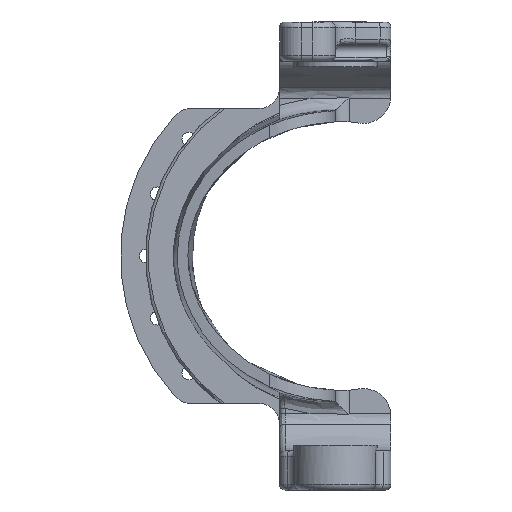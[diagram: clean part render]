
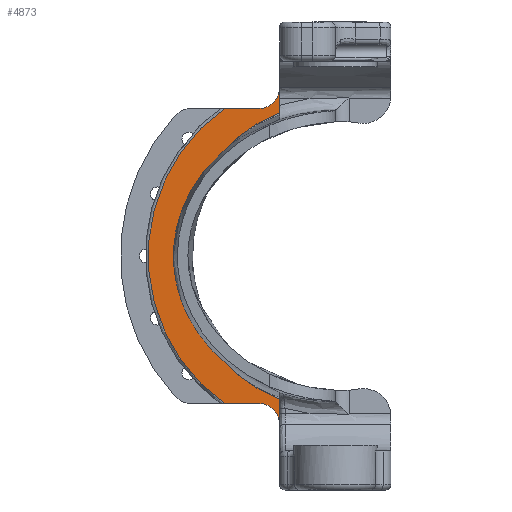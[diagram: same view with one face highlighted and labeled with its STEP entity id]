
A CAD part, front view. The second image highlights one B-rep face of the part: STEP entity #4873.
In plain terms, the highlighted planar face has unit normal (0, -1, 0).
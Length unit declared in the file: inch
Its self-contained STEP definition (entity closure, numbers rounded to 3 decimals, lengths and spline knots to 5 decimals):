
#170=PLANE('',#5343);
#383=B_SPLINE_CURVE_WITH_KNOTS('',3,(#10814,#10815,#10816,#10817,#10818,
#10819,#10820,#10821,#10822,#10823,#10824,#10825),.UNSPECIFIED.,.F.,.F.,
(4,2,2,2,2,4),(-6.98035,-6.44683,-5.23639,-4.08235,
-2.86931,-1.61288),.UNSPECIFIED.);
#407=B_SPLINE_CURVE_WITH_KNOTS('',3,(#11287,#11288,#11289,#11290,#11291,
#11292),.UNSPECIFIED.,.F.,.F.,(4,2,4),(-8.89124,-8.08918,
-7.25149),.UNSPECIFIED.);
#420=B_SPLINE_CURVE_WITH_KNOTS('',3,(#11701,#11702,#11703,#11704,#11705,
#11706),.UNSPECIFIED.,.F.,.F.,(4,2,4),(-2.09402,-1.37281,
-0.4536),.UNSPECIFIED.);
#494=LINE('',#9254,#765);
#529=LINE('',#9928,#800);
#609=LINE('',#11516,#880);
#620=LINE('',#11660,#891);
#765=VECTOR('',#5812,0.22601);
#800=VECTOR('',#5971,0.22601);
#880=VECTOR('',#6353,0.30331);
#891=VECTOR('',#6410,0.30331);
#1275=FACE_OUTER_BOUND('',#1590,.T.);
#1590=EDGE_LOOP('',(#4329,#4330,#4331,#4332,#4333,#4334,#4335,#4336,#4337,
#4338));
#1885=CIRCLE('',#5310,0.1875);
#1900=CIRCLE('',#5336,0.1875);
#1901=CIRCLE('',#5338,1.61452);
#2114=VERTEX_POINT('',#9251);
#2115=VERTEX_POINT('',#9253);
#2168=VERTEX_POINT('',#9926);
#2169=VERTEX_POINT('',#9927);
#2213=VERTEX_POINT('',#10782);
#2216=VERTEX_POINT('',#10806);
#2325=VERTEX_POINT('',#11511);
#2326=VERTEX_POINT('',#11515);
#2347=VERTEX_POINT('',#11639);
#2348=VERTEX_POINT('',#11659);
#2663=EDGE_CURVE('',#2114,#2115,#494,.T.);
#2758=EDGE_CURVE('',#2168,#2169,#529,.T.);
#2843=EDGE_CURVE('',#2216,#2213,#383,.T.);
#2915=EDGE_CURVE('',#2114,#2213,#407,.T.);
#3003=EDGE_CURVE('',#2115,#2325,#1885,.T.);
#3005=EDGE_CURVE('',#2326,#2325,#609,.T.);
#3036=EDGE_CURVE('',#2348,#2347,#620,.T.);
#3038=EDGE_CURVE('',#2348,#2168,#1900,.T.);
#3039=EDGE_CURVE('',#2326,#2347,#1901,.T.);
#3047=EDGE_CURVE('',#2216,#2169,#420,.T.);
#4329=ORIENTED_EDGE('',*,*,#3039,.F.);
#4330=ORIENTED_EDGE('',*,*,#3005,.T.);
#4331=ORIENTED_EDGE('',*,*,#3003,.F.);
#4332=ORIENTED_EDGE('',*,*,#2663,.F.);
#4333=ORIENTED_EDGE('',*,*,#2915,.T.);
#4334=ORIENTED_EDGE('',*,*,#2843,.F.);
#4335=ORIENTED_EDGE('',*,*,#3047,.T.);
#4336=ORIENTED_EDGE('',*,*,#2758,.F.);
#4337=ORIENTED_EDGE('',*,*,#3038,.F.);
#4338=ORIENTED_EDGE('',*,*,#3036,.T.);
#4873=ADVANCED_FACE('',(#1275),#170,.T.);
#5310=AXIS2_PLACEMENT_3D('',#11512,#6348,#6349);
#5336=AXIS2_PLACEMENT_3D('',#11663,#6414,#6415);
#5338=AXIS2_PLACEMENT_3D('',#11665,#6418,#6419);
#5343=AXIS2_PLACEMENT_3D('',#11700,#6428,#6429);
#5812=DIRECTION('',(0.,0.,-1.));
#5971=DIRECTION('',(0.,0.,-1.));
#6348=DIRECTION('center_axis',(0.,-1.,0.));
#6349=DIRECTION('ref_axis',(0.707,0.,0.707));
#6353=DIRECTION('',(1.,0.,0.));
#6410=DIRECTION('',(-1.,0.,0.));
#6414=DIRECTION('center_axis',(0.,-1.,0.));
#6415=DIRECTION('ref_axis',(0.707,0.,-0.707));
#6418=DIRECTION('center_axis',(0.,1.,0.));
#6419=DIRECTION('ref_axis',(-1.,0.,0.));
#6428=DIRECTION('center_axis',(0.,-1.,0.));
#6429=DIRECTION('ref_axis',(0.,0.,-1.));
#9251=CARTESIAN_POINT('',(-0.5,1.25,-1.28383));
#9253=CARTESIAN_POINT('',(-0.5,1.25,-1.50984));
#9254=CARTESIAN_POINT('',(-0.5,1.25,-0.875));
#9926=CARTESIAN_POINT('',(-0.5,1.25,1.50984));
#9927=CARTESIAN_POINT('',(-0.5,1.25,1.28383));
#9928=CARTESIAN_POINT('',(-0.5,1.25,0.875));
#10782=CARTESIAN_POINT('',(-1.02586,1.25,-0.92305));
#10806=CARTESIAN_POINT('',(-1.02586,1.25,0.92305));
#10814=CARTESIAN_POINT('Ctrl Pts',(-1.02586,1.25,0.92305));
#10815=CARTESIAN_POINT('Ctrl Pts',(-1.07731,1.25,0.87644));
#10816=CARTESIAN_POINT('Ctrl Pts',(-1.12532,1.25,0.82607));
#10817=CARTESIAN_POINT('Ctrl Pts',(-1.26894,1.25,0.65001));
#10818=CARTESIAN_POINT('Ctrl Pts',(-1.34637,1.25,0.5114));
#10819=CARTESIAN_POINT('Ctrl Pts',(-1.44147,1.25,0.21877));
#10820=CARTESIAN_POINT('Ctrl Pts',(-1.46067,1.25,0.06901));
#10821=CARTESIAN_POINT('Ctrl Pts',(-1.43872,1.25,-0.23958));
#10822=CARTESIAN_POINT('Ctrl Pts',(-1.39507,1.25,-0.39304));
#10823=CARTESIAN_POINT('Ctrl Pts',(-1.24972,1.25,-0.68165));
#10824=CARTESIAN_POINT('Ctrl Pts',(-1.14777,1.25,-0.8126));
#10825=CARTESIAN_POINT('Ctrl Pts',(-1.02586,1.25,-0.92305));
#11287=CARTESIAN_POINT('Ctrl Pts',(-0.5,1.25,-1.28383));
#11288=CARTESIAN_POINT('Ctrl Pts',(-0.59784,1.25,-1.24611));
#11289=CARTESIAN_POINT('Ctrl Pts',(-0.69123,1.25,-1.1973));
#11290=CARTESIAN_POINT('Ctrl Pts',(-0.86927,1.25,-1.07649));
#11291=CARTESIAN_POINT('Ctrl Pts',(-0.95235,1.25,-1.00423));
#11292=CARTESIAN_POINT('Ctrl Pts',(-1.02586,1.25,-0.92305));
#11511=CARTESIAN_POINT('',(-0.6875,1.25,-1.32234));
#11512=CARTESIAN_POINT('Origin',(-0.6875,1.25,-1.50984));
#11515=CARTESIAN_POINT('',(-0.99081,1.25,-1.32234));
#11516=CARTESIAN_POINT('',(-1.37899,1.25,-1.32234));
#11639=CARTESIAN_POINT('',(-0.99081,1.25,1.32234));
#11659=CARTESIAN_POINT('',(-0.6875,1.25,1.32234));
#11660=CARTESIAN_POINT('',(-0.5,1.25,1.32234));
#11663=CARTESIAN_POINT('Origin',(-0.6875,1.25,1.50984));
#11665=CARTESIAN_POINT('Origin',(-0.06447,1.25,0.));
#11700=CARTESIAN_POINT('Origin',(-1.25625,1.25,0.));
#11701=CARTESIAN_POINT('Ctrl Pts',(-1.02586,1.25,0.92305));
#11702=CARTESIAN_POINT('Ctrl Pts',(-0.96264,1.25,0.99286));
#11703=CARTESIAN_POINT('Ctrl Pts',(-0.89227,1.25,1.05617));
#11704=CARTESIAN_POINT('Ctrl Pts',(-0.71826,1.25,1.18289));
#11705=CARTESIAN_POINT('Ctrl Pts',(-0.61207,1.25,1.24062));
#11706=CARTESIAN_POINT('Ctrl Pts',(-0.5,1.25,1.28383));
